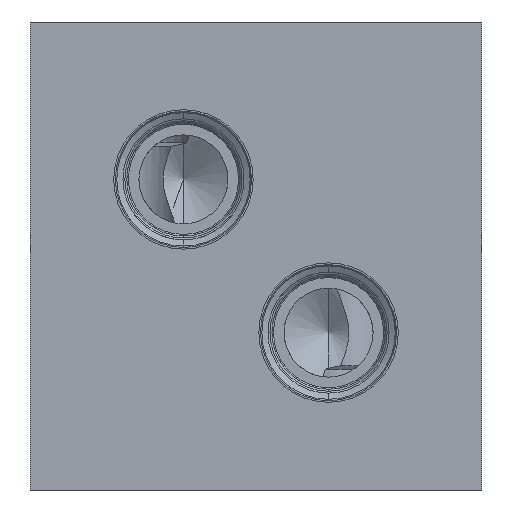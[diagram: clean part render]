
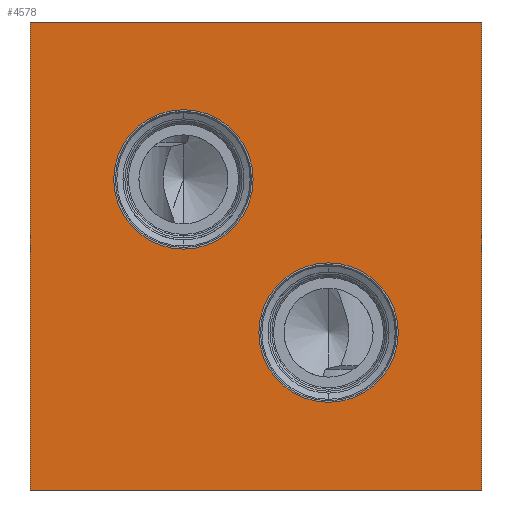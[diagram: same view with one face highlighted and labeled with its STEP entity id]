
A CAD part, front view. The second image highlights one B-rep face of the part: STEP entity #4578.
In plain terms, the highlighted planar face has unit normal (0, -1, 0).
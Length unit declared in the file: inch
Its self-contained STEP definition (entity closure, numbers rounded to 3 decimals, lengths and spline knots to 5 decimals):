
#17=DIRECTION('',(1.,0.,0.));
#18=VECTOR('',#17,3.5);
#19=CARTESIAN_POINT('',(0.,-3.5,0.));
#20=LINE('',#19,#18);
#51=DIRECTION('',(0.,0.,1.));
#52=VECTOR('',#51,3.625);
#53=CARTESIAN_POINT('',(3.5,-3.5,0.));
#54=LINE('',#53,#52);
#1593=DIRECTION('',(1.,0.,0.));
#1594=VECTOR('',#1593,3.5);
#1595=CARTESIAN_POINT('',(0.,-3.5,3.625));
#1596=LINE('',#1595,#1594);
#1613=DIRECTION('',(0.,0.,1.));
#1614=VECTOR('',#1613,3.625);
#1615=CARTESIAN_POINT('',(0.,-3.5,0.));
#1616=LINE('',#1615,#1614);
#1617=CARTESIAN_POINT('',(1.188,-3.5,2.406));
#1618=DIRECTION('',(0.,1.,0.));
#1619=DIRECTION('',(0.,0.,-1.));
#1620=AXIS2_PLACEMENT_3D('',#1617,#1618,#1619);
#1622=CARTESIAN_POINT('',(1.188,-3.5,2.406));
#1623=DIRECTION('',(0.,1.,0.));
#1624=DIRECTION('',(0.,0.,1.));
#1625=AXIS2_PLACEMENT_3D('',#1622,#1623,#1624);
#1627=CARTESIAN_POINT('',(2.312,-3.5,1.219));
#1628=DIRECTION('',(0.,1.,0.));
#1629=DIRECTION('',(0.,0.,-1.));
#1630=AXIS2_PLACEMENT_3D('',#1627,#1628,#1629);
#1632=CARTESIAN_POINT('',(2.312,-3.5,1.219));
#1633=DIRECTION('',(0.,1.,0.));
#1634=DIRECTION('',(0.,0.,1.));
#1635=AXIS2_PLACEMENT_3D('',#1632,#1633,#1634);
#3085=CARTESIAN_POINT('',(0.,-3.5,0.));
#3086=CARTESIAN_POINT('',(3.5,-3.5,0.));
#3087=VERTEX_POINT('',#3085);
#3088=VERTEX_POINT('',#3086);
#3093=CARTESIAN_POINT('',(0.,-3.5,3.625));
#3094=CARTESIAN_POINT('',(3.5,-3.5,3.625));
#3095=VERTEX_POINT('',#3093);
#3096=VERTEX_POINT('',#3094);
#3299=CARTESIAN_POINT('',(1.188,-3.5,1.866));
#3300=CARTESIAN_POINT('',(1.188,-3.5,2.946));
#3301=VERTEX_POINT('',#3299);
#3302=VERTEX_POINT('',#3300);
#3369=CARTESIAN_POINT('',(2.312,-3.5,0.679));
#3370=CARTESIAN_POINT('',(2.312,-3.5,1.759));
#3371=VERTEX_POINT('',#3369);
#3372=VERTEX_POINT('',#3370);
#4555=CARTESIAN_POINT('',(0.,-3.5,0.));
#4556=DIRECTION('',(0.,-1.,0.));
#4557=DIRECTION('',(1.,0.,0.));
#4558=AXIS2_PLACEMENT_3D('',#4555,#4556,#4557);
#4559=PLANE('',#4558);
#4560=ORIENTED_EDGE('',*,*,#3566,.F.);
#4561=ORIENTED_EDGE('',*,*,#4490,.T.);
#4562=ORIENTED_EDGE('',*,*,#4544,.T.);
#4563=ORIENTED_EDGE('',*,*,#3605,.F.);
#4564=EDGE_LOOP('',(#4560,#4561,#4562,#4563));
#4565=FACE_OUTER_BOUND('',#4564,.F.);
#4567=ORIENTED_EDGE('',*,*,#4566,.F.);
#4569=ORIENTED_EDGE('',*,*,#4568,.F.);
#4570=EDGE_LOOP('',(#4567,#4569));
#4571=FACE_BOUND('',#4570,.F.);
#4573=ORIENTED_EDGE('',*,*,#4572,.F.);
#4575=ORIENTED_EDGE('',*,*,#4574,.F.);
#4576=EDGE_LOOP('',(#4573,#4575));
#4577=FACE_BOUND('',#4576,.F.);
#4578=ADVANCED_FACE('',(#4565,#4571,#4577),#4559,.T.);
#1621=CIRCLE('',#1620,0.54);
#1626=CIRCLE('',#1625,0.54);
#1631=CIRCLE('',#1630,0.54);
#1636=CIRCLE('',#1635,0.54);
#3566=EDGE_CURVE('',#3087,#3088,#20,.T.);
#3605=EDGE_CURVE('',#3088,#3096,#54,.T.);
#4490=EDGE_CURVE('',#3087,#3095,#1616,.T.);
#4544=EDGE_CURVE('',#3095,#3096,#1596,.T.);
#4566=EDGE_CURVE('',#3301,#3302,#1621,.T.);
#4568=EDGE_CURVE('',#3302,#3301,#1626,.T.);
#4572=EDGE_CURVE('',#3371,#3372,#1631,.T.);
#4574=EDGE_CURVE('',#3372,#3371,#1636,.T.);
